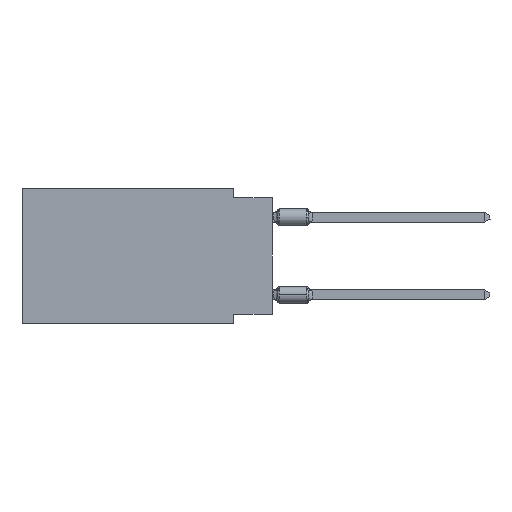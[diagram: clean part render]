
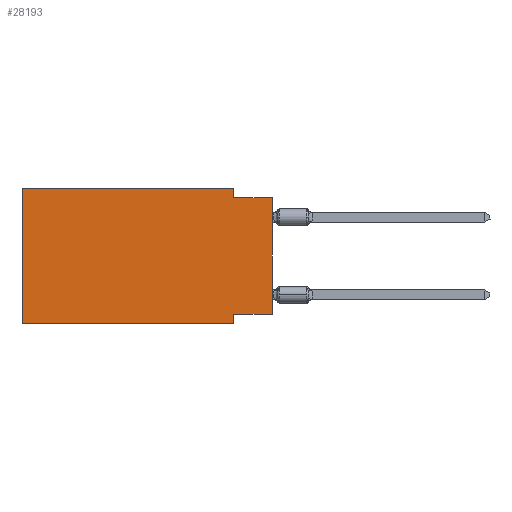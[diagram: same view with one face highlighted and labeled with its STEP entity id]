
A CAD part, left-side view. The second image highlights one B-rep face of the part: STEP entity #28193.
In plain terms, the highlighted planar face has unit normal (-1, 0, 0).
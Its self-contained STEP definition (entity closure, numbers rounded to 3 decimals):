
#670 = DIRECTION ( 'NONE',  ( 1., 0., 0. ) ) ;
#931 = CARTESIAN_POINT ( 'NONE',  ( 0., 0., -8.255 ) ) ;
#1341 = AXIS2_PLACEMENT_3D ( 'NONE', #27651, #670, #7419 ) ;
#1514 = EDGE_CURVE ( 'NONE', #15863, #3415, #24324, .T. ) ;
#1706 = EDGE_CURVE ( 'NONE', #35257, #27658, #25649, .T. ) ;
#1790 = EDGE_CURVE ( 'NONE', #3483, #42874, #42288, .T. ) ;
#2478 = DIRECTION ( 'NONE',  ( 0., 0., -1. ) ) ;
#2637 = VECTOR ( 'NONE', #37686, 1000. ) ;
#3415 = VERTEX_POINT ( 'NONE', #40535 ) ;
#3483 = VERTEX_POINT ( 'NONE', #26391 ) ;
#5710 = VECTOR ( 'NONE', #36196, 1000. ) ;
#7419 = DIRECTION ( 'NONE',  ( 0., 0., -1. ) ) ;
#9251 = VERTEX_POINT ( 'NONE', #42658 ) ;
#9712 = ORIENTED_EDGE ( 'NONE', *, *, #1790, .T. ) ;
#10840 = CARTESIAN_POINT ( 'NONE',  ( 0., 0., -0.635 ) ) ;
#11516 = CARTESIAN_POINT ( 'NONE',  ( 0., 16.383, -8.89 ) ) ;
#12967 = LINE ( 'NONE', #25779, #25590 ) ;
#13834 = EDGE_LOOP ( 'NONE', ( #28908, #31330, #19674, #33297, #31555, #9712, #39504, #37784 ) ) ;
#13835 = DIRECTION ( 'NONE',  ( 0., 0., -1. ) ) ;
#15500 = CARTESIAN_POINT ( 'NONE',  ( 0., 16.383, 0. ) ) ;
#15691 = VERTEX_POINT ( 'NONE', #15500 ) ;
#15863 = VERTEX_POINT ( 'NONE', #38544 ) ;
#17478 = LINE ( 'NONE', #37906, #2637 ) ;
#17886 = VECTOR ( 'NONE', #2478, 1000. ) ;
#19674 = ORIENTED_EDGE ( 'NONE', *, *, #28097, .F. ) ;
#23399 = FACE_OUTER_BOUND ( 'NONE', #13834, .T. ) ;
#24324 = LINE ( 'NONE', #10840, #31528 ) ;
#24790 = CARTESIAN_POINT ( 'NONE',  ( 0., 0., -8.255 ) ) ;
#24842 = CARTESIAN_POINT ( 'NONE',  ( 0., 2.54, -8.89 ) ) ;
#25327 = EDGE_CURVE ( 'NONE', #15691, #9251, #17478, .T. ) ;
#25590 = VECTOR ( 'NONE', #39480, 1000. ) ;
#25649 = LINE ( 'NONE', #931, #5710 ) ;
#25779 = CARTESIAN_POINT ( 'NONE',  ( 0., 16.383, 0. ) ) ;
#26391 = CARTESIAN_POINT ( 'NONE',  ( 0., 16.383, -8.89 ) ) ;
#27340 = EDGE_CURVE ( 'NONE', #27658, #42874, #34940, .T. ) ;
#27351 = CARTESIAN_POINT ( 'NONE',  ( 0., 2.54, -8.89 ) ) ;
#27432 = CARTESIAN_POINT ( 'NONE',  ( 0., 0., 0. ) ) ;
#27651 = CARTESIAN_POINT ( 'NONE',  ( 0., 16.383, 0. ) ) ;
#27658 = VERTEX_POINT ( 'NONE', #33339 ) ;
#27917 = DIRECTION ( 'NONE',  ( 0., -1., 0. ) ) ;
#28097 = EDGE_CURVE ( 'NONE', #9251, #15863, #43834, .T. ) ;
#28193 = ADVANCED_FACE ( 'NONE', ( #23399 ), #44273, .F. ) ;
#28254 = EDGE_CURVE ( 'NONE', #35257, #3415, #30801, .T. ) ;
#28908 = ORIENTED_EDGE ( 'NONE', *, *, #28254, .T. ) ;
#30120 = VECTOR ( 'NONE', #31729, 1000. ) ;
#30801 = LINE ( 'NONE', #27432, #35794 ) ;
#31330 = ORIENTED_EDGE ( 'NONE', *, *, #1514, .F. ) ;
#31528 = VECTOR ( 'NONE', #27917, 1000. ) ;
#31555 = ORIENTED_EDGE ( 'NONE', *, *, #40966, .F. ) ;
#31729 = DIRECTION ( 'NONE',  ( 0., -1., 0. ) ) ;
#33297 = ORIENTED_EDGE ( 'NONE', *, *, #25327, .F. ) ;
#33339 = CARTESIAN_POINT ( 'NONE',  ( 0., 2.54, -8.255 ) ) ;
#34940 = LINE ( 'NONE', #24842, #42660 ) ;
#35257 = VERTEX_POINT ( 'NONE', #24790 ) ;
#35794 = VECTOR ( 'NONE', #41790, 1000. ) ;
#36196 = DIRECTION ( 'NONE',  ( 0., 1., 0. ) ) ;
#36868 = CARTESIAN_POINT ( 'NONE',  ( 0., 2.54, 0. ) ) ;
#37686 = DIRECTION ( 'NONE',  ( 0., -1., 0. ) ) ;
#37784 = ORIENTED_EDGE ( 'NONE', *, *, #1706, .F. ) ;
#37906 = CARTESIAN_POINT ( 'NONE',  ( 0., 16.383, 0. ) ) ;
#38544 = CARTESIAN_POINT ( 'NONE',  ( 0., 2.54, -0.635 ) ) ;
#39480 = DIRECTION ( 'NONE',  ( 0., 0., 1. ) ) ;
#39504 = ORIENTED_EDGE ( 'NONE', *, *, #27340, .F. ) ;
#40535 = CARTESIAN_POINT ( 'NONE',  ( 0., 0., -0.635 ) ) ;
#40966 = EDGE_CURVE ( 'NONE', #3483, #15691, #12967, .T. ) ;
#41790 = DIRECTION ( 'NONE',  ( 0., 0., 1. ) ) ;
#42288 = LINE ( 'NONE', #11516, #30120 ) ;
#42658 = CARTESIAN_POINT ( 'NONE',  ( 0., 2.54, 0. ) ) ;
#42660 = VECTOR ( 'NONE', #13835, 1000. ) ;
#42874 = VERTEX_POINT ( 'NONE', #27351 ) ;
#43834 = LINE ( 'NONE', #36868, #17886 ) ;
#44273 = PLANE ( 'NONE',  #1341 ) ;
